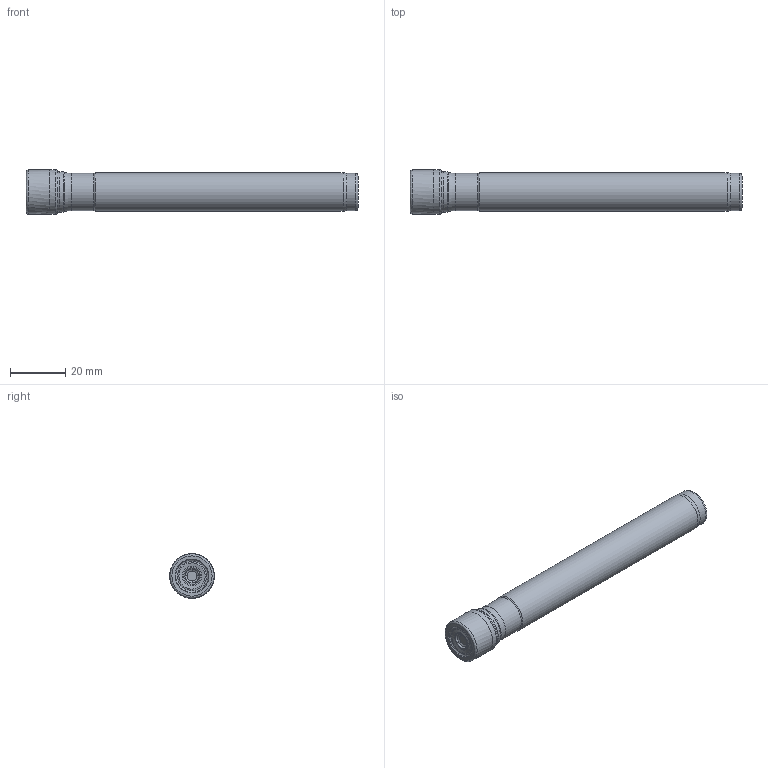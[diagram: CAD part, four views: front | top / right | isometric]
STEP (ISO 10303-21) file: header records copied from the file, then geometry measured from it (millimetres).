
FILE_DESCRIPTION(/* description */ (''),/* implementation_level */ '2;1');
FILE_NAME(/* name */ 'AEM90-AX1235-D16-C14-L120-Z02-H.stp',/* time_stamp */ '2023-10-19T14:58:05+03:00',/* author */ (''),/* organization */ (''),/* preprocessor_version */ 'ST-DEVELOPER v19.4',/* originating_system */ 'SIEMENS PLM Software NX2306.3001',/* authorisation */ '');
FILE_SCHEMA (('AUTOMOTIVE_DESIGN { 1 0 10303 214 3 1 1 1 }'));
Length unit declared in the file: millimetre
Products named in the file (1): AEM90-AX1235-D16-C14-L120-Z02-H
Bounding box: 119.95 x 16.22 x 16.22 mm (x, y, z)
Volume: 20371.7 mm3; surface area: 6566.3 mm2
Topology: 2 solids, 2 shells, 36 faces, 88 edges, 55 vertices
Faces by surface type: revolution 20, cone 5, cylinder 4, torus 3, plane 3, bspline 1
Full cylindrical faces by diameter (mm): 13.5 x2, 14 x1, 14.8 x1
Entity records: 974 total; most frequent: CARTESIAN_POINT 187, DIRECTION 144, EDGE_LOOP 70, ORIENTED_EDGE 70, FACE_BOUND 68, AXIS2_PLACEMENT_3D 56, ADVANCED_FACE 36, VERTEX_POINT 35
